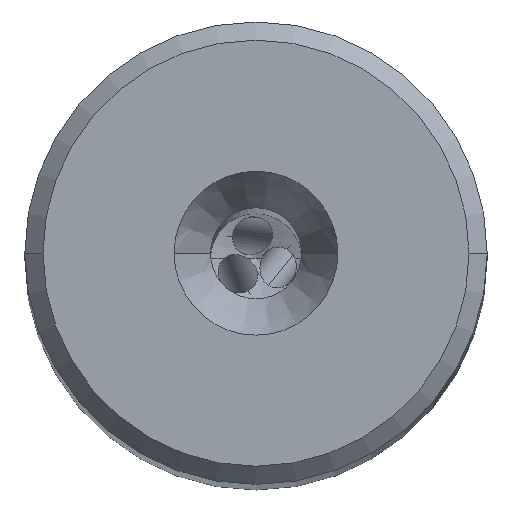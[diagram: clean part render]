
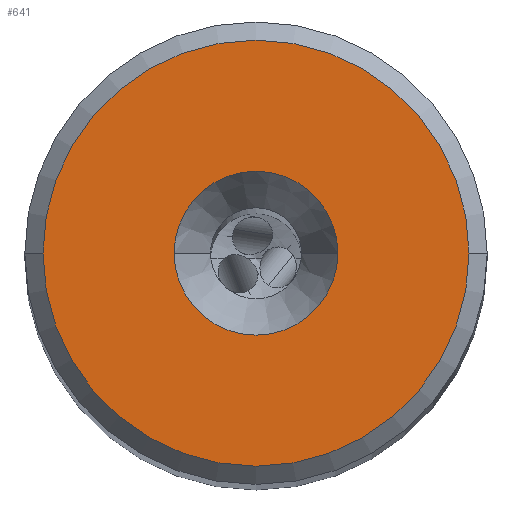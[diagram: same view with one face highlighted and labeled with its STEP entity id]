
A CAD part, top view. The second image highlights one B-rep face of the part: STEP entity #641.
In plain terms, the highlighted planar face has unit normal (0, 0, 1).
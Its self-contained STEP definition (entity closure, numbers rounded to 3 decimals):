
#641=ADVANCED_FACE('',(#862,#863),#831,.T.);
#831=PLANE('',#5849);
#862=FACE_BOUND('',#1001,.T.);
#863=FACE_BOUND('',#1002,.T.);
#1001=EDGE_LOOP('',(#2783,#2784));
#1002=EDGE_LOOP('',(#2785,#2786));
#1742=CIRCLE('',#5841,11.7);
#1743=CIRCLE('',#5843,11.7);
#1745=CIRCLE('',#5847,4.5);
#1746=CIRCLE('',#5848,4.5);
#2783=ORIENTED_EDGE('',*,*,#4662,.F.);
#2784=ORIENTED_EDGE('',*,*,#4660,.F.);
#2785=ORIENTED_EDGE('',*,*,#4664,.F.);
#2786=ORIENTED_EDGE('',*,*,#4665,.F.);
#3954=VERTEX_POINT('',#12030);
#3955=VERTEX_POINT('',#12032);
#3956=VERTEX_POINT('',#12040);
#3957=VERTEX_POINT('',#12041);
#4660=EDGE_CURVE('',#3954,#3955,#1742,.T.);
#4662=EDGE_CURVE('',#3955,#3954,#1743,.T.);
#4664=EDGE_CURVE('',#3956,#3957,#1745,.T.);
#4665=EDGE_CURVE('',#3957,#3956,#1746,.T.);
#5841=AXIS2_PLACEMENT_3D('',#12031,#6843,#6844);
#5843=AXIS2_PLACEMENT_3D('',#12035,#6848,#6849);
#5847=AXIS2_PLACEMENT_3D('',#12039,#6856,#6857);
#5848=AXIS2_PLACEMENT_3D('',#12042,#6858,#6859);
#5849=AXIS2_PLACEMENT_3D('',#12043,#6860,#6861);
#6843=DIRECTION('',(0.,0.,-1.));
#6844=DIRECTION('',(1.,0.,0.));
#6848=DIRECTION('',(0.,0.,-1.));
#6849=DIRECTION('',(-1.,0.,0.));
#6856=DIRECTION('',(0.,0.,1.));
#6857=DIRECTION('',(-1.,0.,0.));
#6858=DIRECTION('',(0.,0.,1.));
#6859=DIRECTION('',(1.,0.,0.));
#6860=DIRECTION('',(0.,0.,1.));
#6861=DIRECTION('',(1.,0.,0.));
#12030=CARTESIAN_POINT('',(11.7,0.,0.));
#12031=CARTESIAN_POINT('',(0.,0.,0.));
#12032=CARTESIAN_POINT('',(-11.7,0.,0.));
#12035=CARTESIAN_POINT('',(0.,0.,0.));
#12039=CARTESIAN_POINT('',(0.,0.,0.));
#12040=CARTESIAN_POINT('',(-4.5,0.,0.));
#12041=CARTESIAN_POINT('',(4.5,0.,0.));
#12042=CARTESIAN_POINT('',(0.,0.,0.));
#12043=CARTESIAN_POINT('',(0.,0.,0.));
